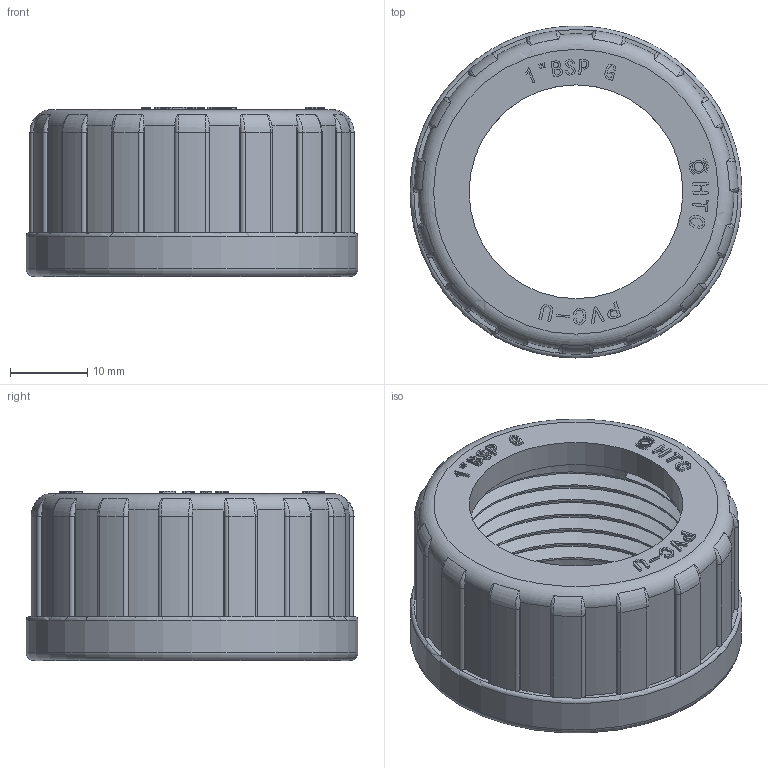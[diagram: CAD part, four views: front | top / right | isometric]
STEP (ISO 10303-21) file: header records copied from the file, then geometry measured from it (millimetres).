
FILE_DESCRIPTION(/* description */ (''),/* implementation_level */ '2;1');
FILE_NAME(/* name */ 'AF0600.COA.020.step',/* time_stamp */ '2026-01-07T07:59:44+01:00',/* author */ (''),/* organization */ (''),/* preprocessor_version */ 'ST-DEVELOPER v20.1',/* originating_system */ 'Autodesk Translation Framework v14.21.0.0',/* authorisation */ '');
FILE_SCHEMA (('AUTOMOTIVE_DESIGN { 1 0 10303 214 3 1 1 }'));
Length unit declared in the file: millimetre
Products named in the file (1): 2026-01-07-06-15-57-130
Bounding box: 43 x 43 x 21.9 mm (x, y, z)
Volume: 12858.3 mm3; surface area: 7709 mm2
Topology: 1 solids, 1 shells, 757 faces, 2131 edges, 1400 vertices
Faces by surface type: plane 617, cylinder 83, bspline 39, torus 18
Full cylindrical faces by diameter (mm): 1.226 x1, 1.635 x1, 27.7 x1, 30.291 x6, 33.249 x6, 43 x1
Entity records: 28961 total; most frequent: CARTESIAN_POINT 9583, ORIENTED_EDGE 4262, DIRECTION 3640, EDGE_CURVE 2131, LINE 1786, VECTOR 1786, VERTEX_POINT 1400, AXIS2_PLACEMENT_3D 927
